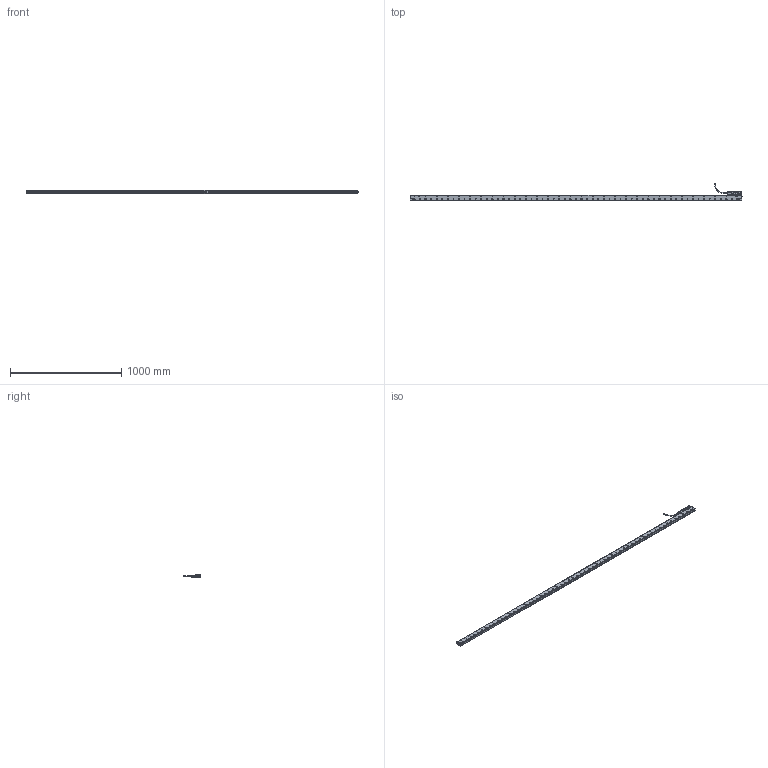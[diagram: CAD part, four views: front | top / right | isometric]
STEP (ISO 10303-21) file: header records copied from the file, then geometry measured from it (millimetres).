
FILE_DESCRIPTION(('CATIA V5 STEP'),'2;1');
FILE_NAME('SR67A-284-R.stp','2013-12-03T03:31:25+00:00',('none'),('none'),'CATIA Version 5 Release 19 SP 6 (IN-10)','CATIA V5 STEP AP214','none');
FILE_SCHEMA(('AUTOMOTIVE_DESIGN { 1 0 10303 214 1 1 1 1 }'));
Products named in the file (1): SR67A-284-R
Bounding box: 2979.5 x 153.8 x 31.5 mm (x, y, z)
Volume: 3870339.9 mm3; surface area: 614021.2 mm2
Topology: 1 solids, 281 shells, 7186 faces, 19251 edges, 12789 vertices
Faces by surface type: plane 3141, cylinder 2905, cone 760, torus 293, sphere 43, bspline 33, extrusion 11
Entity records: 216389 total; most frequent: CARTESIAN_POINT 46624, ORIENTED_EDGE 38174, DIRECTION 28499, EDGE_CURVE 19087, AXIS2_PLACEMENT_3D 13556, VERTEX_POINT 12785, VECTOR 9686, LINE 9675
